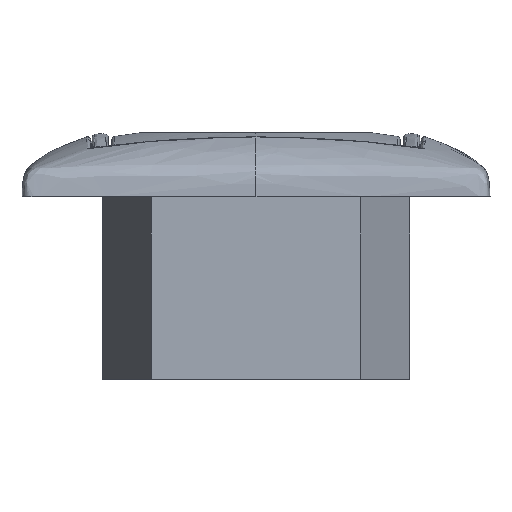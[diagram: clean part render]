
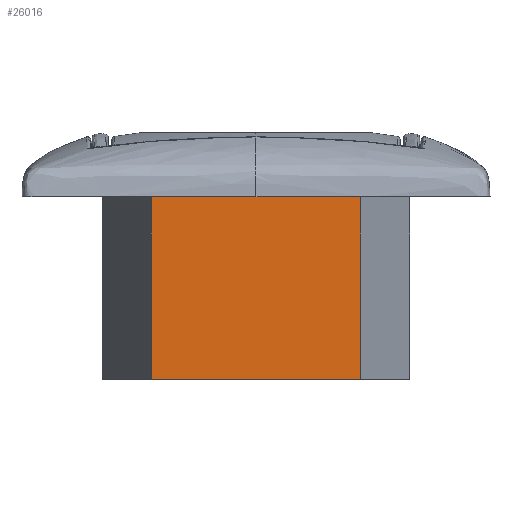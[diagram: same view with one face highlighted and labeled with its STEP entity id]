
A CAD part, front view. The second image highlights one B-rep face of the part: STEP entity #26016.
In plain terms, the highlighted planar face has unit normal (0, -1, 0).
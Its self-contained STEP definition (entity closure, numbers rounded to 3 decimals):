
#266 = CARTESIAN_POINT ( 'NONE',  ( -18.33, -26.1, 14.85 ) ) ;
#750 = B_SPLINE_CURVE_WITH_KNOTS ( 'NONE', 3,
 ( #27552, #60504, #8710, #42496 ),
 .UNSPECIFIED., .F., .F.,
 ( 4, 4 ),
 ( 0., 1. ),
 .UNSPECIFIED. ) ;
#1031 = VERTEX_POINT ( 'NONE', #40744 ) ;
#5475 = EDGE_CURVE ( 'NONE', #77030, #1031, #750, .T. ) ;
#6476 = ORIENTED_EDGE ( 'NONE', *, *, #61216, .T. ) ;
#8319 = CARTESIAN_POINT ( 'NONE',  ( -18.33, -26.1, 14.85 ) ) ;
#8710 = CARTESIAN_POINT ( 'NONE',  ( 18.33, -26.1, 4.2 ) ) ;
#11034 = CARTESIAN_POINT ( 'NONE',  ( 18.33, -26.1, -17.1 ) ) ;
#14826 = CARTESIAN_POINT ( 'NONE',  ( -18.33, -26.1, 14.85 ) ) ;
#16735 = B_SPLINE_CURVE_WITH_KNOTS ( 'NONE', 3,
 ( #80737, #73474, #40932, #14826 ),
 .UNSPECIFIED., .F., .F.,
 ( 4, 4 ),
 ( 0., 1. ),
 .UNSPECIFIED. ) ;
#17542 = ORIENTED_EDGE ( 'NONE', *, *, #28871, .T. ) ;
#22186 = FACE_OUTER_BOUND ( 'NONE', #46617, .T. ) ;
#23004 = PLANE ( 'NONE',  #42629 ) ;
#26016 = ADVANCED_FACE ( 'NONE', ( #22186 ), #23004, .T. ) ;
#27552 = CARTESIAN_POINT ( 'NONE',  ( 18.33, -26.1, -17.1 ) ) ;
#28871 = EDGE_CURVE ( 'NONE', #42814, #84490, #80052, .T. ) ;
#32116 = EDGE_CURVE ( 'NONE', #84490, #77030, #72906, .T. ) ;
#33232 = CARTESIAN_POINT ( 'NONE',  ( -18.33, -26.1, 4.2 ) ) ;
#39220 = CARTESIAN_POINT ( 'NONE',  ( -18.33, -26.1, -6.45 ) ) ;
#40744 = CARTESIAN_POINT ( 'NONE',  ( 18.33, -26.1, 14.85 ) ) ;
#40932 = CARTESIAN_POINT ( 'NONE',  ( -6.11, -26.1, 14.85 ) ) ;
#42496 = CARTESIAN_POINT ( 'NONE',  ( 18.33, -26.1, 14.85 ) ) ;
#42629 = AXIS2_PLACEMENT_3D ( 'NONE', #56787, #70891, #50368 ) ;
#42814 = VERTEX_POINT ( 'NONE', #8319 ) ;
#46617 = EDGE_LOOP ( 'NONE', ( #79112, #6476, #17542, #55558 ) ) ;
#48129 = CARTESIAN_POINT ( 'NONE',  ( -18.33, -26.1, -17.1 ) ) ;
#49993 = CARTESIAN_POINT ( 'NONE',  ( -6.11, -26.1, -17.1 ) ) ;
#50368 = DIRECTION ( 'NONE',  ( 0., 0., -1. ) ) ;
#55558 = ORIENTED_EDGE ( 'NONE', *, *, #32116, .T. ) ;
#56787 = CARTESIAN_POINT ( 'NONE',  ( 18.33, -26.1, 2.4 ) ) ;
#58755 = CARTESIAN_POINT ( 'NONE',  ( 18.33, -26.1, -17.1 ) ) ;
#59326 = CARTESIAN_POINT ( 'NONE',  ( -18.33, -26.1, -17.1 ) ) ;
#60504 = CARTESIAN_POINT ( 'NONE',  ( 18.33, -26.1, -6.45 ) ) ;
#61216 = EDGE_CURVE ( 'NONE', #1031, #42814, #16735, .T. ) ;
#69669 = CARTESIAN_POINT ( 'NONE',  ( 6.11, -26.1, -17.1 ) ) ;
#70891 = DIRECTION ( 'NONE',  ( 0., -1., 0. ) ) ;
#72906 = B_SPLINE_CURVE_WITH_KNOTS ( 'NONE', 3,
 ( #82528, #49993, #69669, #11034 ),
 .UNSPECIFIED., .F., .F.,
 ( 4, 4 ),
 ( 0., 1. ),
 .UNSPECIFIED. ) ;
#73474 = CARTESIAN_POINT ( 'NONE',  ( 6.11, -26.1, 14.85 ) ) ;
#77030 = VERTEX_POINT ( 'NONE', #58755 ) ;
#79112 = ORIENTED_EDGE ( 'NONE', *, *, #5475, .T. ) ;
#80052 = B_SPLINE_CURVE_WITH_KNOTS ( 'NONE', 3,
 ( #266, #33232, #39220, #59326 ),
 .UNSPECIFIED., .F., .F.,
 ( 4, 4 ),
 ( 0., 1. ),
 .UNSPECIFIED. ) ;
#80737 = CARTESIAN_POINT ( 'NONE',  ( 18.33, -26.1, 14.85 ) ) ;
#82528 = CARTESIAN_POINT ( 'NONE',  ( -18.33, -26.1, -17.1 ) ) ;
#84490 = VERTEX_POINT ( 'NONE', #48129 ) ;
